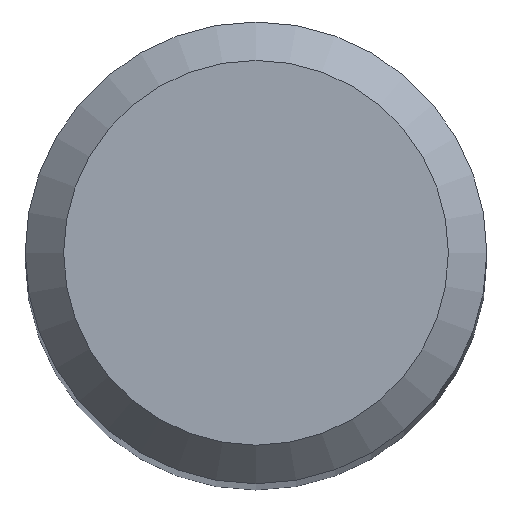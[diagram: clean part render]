
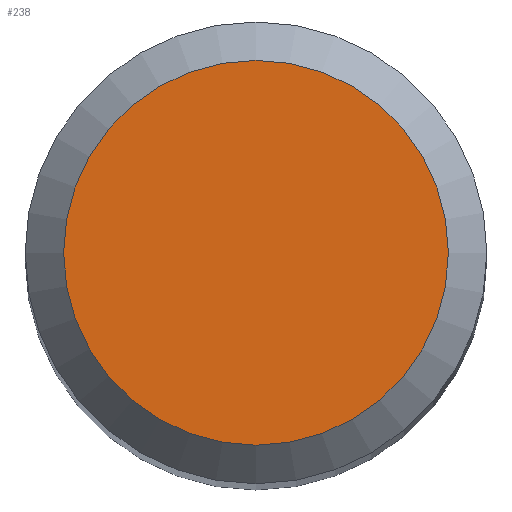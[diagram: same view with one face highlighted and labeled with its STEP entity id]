
A CAD part, top view. The second image highlights one B-rep face of the part: STEP entity #238.
In plain terms, the highlighted planar face has unit normal (0, 0, 1).
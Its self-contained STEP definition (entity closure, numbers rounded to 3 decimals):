
#64 = CARTESIAN_POINT ( 'NONE',  ( 0., 2.5, 57. ) ) ;
#66 = CIRCLE ( 'NONE', #130, 2.5 ) ;
#67 = AXIS2_PLACEMENT_3D ( 'NONE', #174, #198, #215 ) ;
#100 = VERTEX_POINT ( 'NONE', #64 ) ;
#121 = PLANE ( 'NONE',  #67 ) ;
#123 = FACE_OUTER_BOUND ( 'NONE', #208, .T. ) ;
#130 = AXIS2_PLACEMENT_3D ( 'NONE', #214, #196, #179 ) ;
#160 = EDGE_CURVE ( 'NONE', #100, #100, #66, .T. ) ;
#174 = CARTESIAN_POINT ( 'NONE',  ( 0., 0., 57. ) ) ;
#179 = DIRECTION ( 'NONE',  ( 0., 1., 0. ) ) ;
#196 = DIRECTION ( 'NONE',  ( 0., 0., -1. ) ) ;
#198 = DIRECTION ( 'NONE',  ( 0., 0., -1. ) ) ;
#208 = EDGE_LOOP ( 'NONE', ( #211 ) ) ;
#211 = ORIENTED_EDGE ( 'NONE', *, *, #160, .F. ) ;
#214 = CARTESIAN_POINT ( 'NONE',  ( 0., 0., 57. ) ) ;
#215 = DIRECTION ( 'NONE',  ( 0., 1., 0. ) ) ;
#238 = ADVANCED_FACE ( 'NONE', ( #123 ), #121, .F. ) ;
